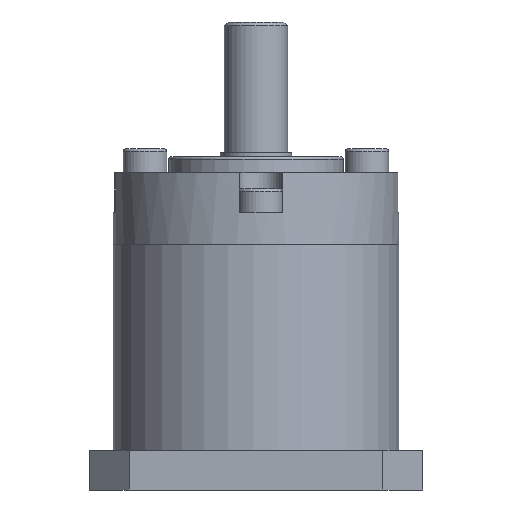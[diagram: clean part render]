
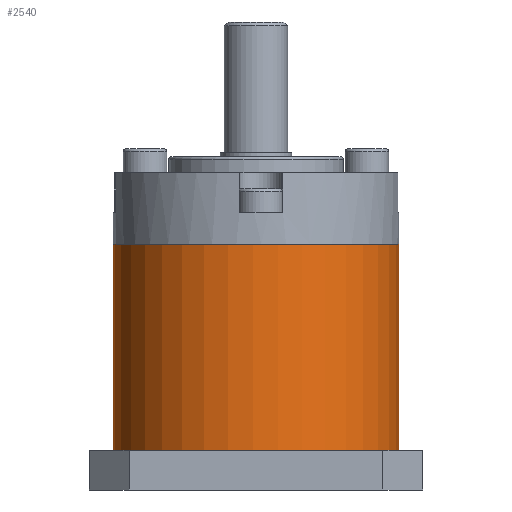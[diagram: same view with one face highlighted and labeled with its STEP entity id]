
A CAD part, front view. The second image highlights one B-rep face of the part: STEP entity #2540.
In plain terms, the highlighted cylindrical face has radius 18 mm (diameter 36 mm), a partial arc.
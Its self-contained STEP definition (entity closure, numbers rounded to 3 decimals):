
#393 = CIRCLE ( 'NONE', #9305, 18. ) ;
#403 = CYLINDRICAL_SURFACE ( 'NONE', #13556, 18. ) ;
#493 = DIRECTION ( 'NONE',  ( 0., 0., 1. ) ) ;
#506 = DIRECTION ( 'NONE',  ( 0., 0., -1. ) ) ;
#683 = VERTEX_POINT ( 'NONE', #17604 ) ;
#832 = CARTESIAN_POINT ( 'NONE',  ( -18., 0., 26. ) ) ;
#1239 = VERTEX_POINT ( 'NONE', #13061 ) ;
#2201 = EDGE_CURVE ( 'NONE', #9392, #683, #17175, .T. ) ;
#2540 = ADVANCED_FACE ( 'NONE', ( #11865 ), #403, .T. ) ;
#2962 = VERTEX_POINT ( 'NONE', #832 ) ;
#3276 = DIRECTION ( 'NONE',  ( -1., 0., 0. ) ) ;
#3546 = EDGE_LOOP ( 'NONE', ( #18178, #5360, #8506, #6447 ) ) ;
#3876 = CARTESIAN_POINT ( 'NONE',  ( 0., 0., 26. ) ) ;
#5360 = ORIENTED_EDGE ( 'NONE', *, *, #7452, .F. ) ;
#6029 = VECTOR ( 'NONE', #13892, 1000. ) ;
#6076 = DIRECTION ( 'NONE',  ( 1., 0., 0. ) ) ;
#6447 = ORIENTED_EDGE ( 'NONE', *, *, #9051, .T. ) ;
#7165 = CIRCLE ( 'NONE', #12715, 18. ) ;
#7452 = EDGE_CURVE ( 'NONE', #2962, #9392, #393, .T. ) ;
#7639 = LINE ( 'NONE', #13623, #13295 ) ;
#8506 = ORIENTED_EDGE ( 'NONE', *, *, #12097, .T. ) ;
#9051 = EDGE_CURVE ( 'NONE', #1239, #683, #7165, .T. ) ;
#9134 = CARTESIAN_POINT ( 'NONE',  ( 0., 0., 0. ) ) ;
#9305 = AXIS2_PLACEMENT_3D ( 'NONE', #3876, #9748, #6076 ) ;
#9392 = VERTEX_POINT ( 'NONE', #16158 ) ;
#9748 = DIRECTION ( 'NONE',  ( 0., 0., 1. ) ) ;
#11865 = FACE_OUTER_BOUND ( 'NONE', #3546, .T. ) ;
#12097 = EDGE_CURVE ( 'NONE', #2962, #1239, #7639, .T. ) ;
#12245 = CARTESIAN_POINT ( 'NONE',  ( 0., 0., 26. ) ) ;
#12715 = AXIS2_PLACEMENT_3D ( 'NONE', #9134, #493, #15012 ) ;
#12827 = CARTESIAN_POINT ( 'NONE',  ( 18., 0., 26. ) ) ;
#13061 = CARTESIAN_POINT ( 'NONE',  ( -18., 0., 0. ) ) ;
#13295 = VECTOR ( 'NONE', #13519, 1000. ) ;
#13519 = DIRECTION ( 'NONE',  ( 0., 0., -1. ) ) ;
#13556 = AXIS2_PLACEMENT_3D ( 'NONE', #12245, #506, #3276 ) ;
#13623 = CARTESIAN_POINT ( 'NONE',  ( -18., 0., 26. ) ) ;
#13892 = DIRECTION ( 'NONE',  ( 0., 0., -1. ) ) ;
#15012 = DIRECTION ( 'NONE',  ( 1., 0., 0. ) ) ;
#16158 = CARTESIAN_POINT ( 'NONE',  ( 18., 0., 26. ) ) ;
#17175 = LINE ( 'NONE', #12827, #6029 ) ;
#17604 = CARTESIAN_POINT ( 'NONE',  ( 18., 0., 0. ) ) ;
#18178 = ORIENTED_EDGE ( 'NONE', *, *, #2201, .F. ) ;
